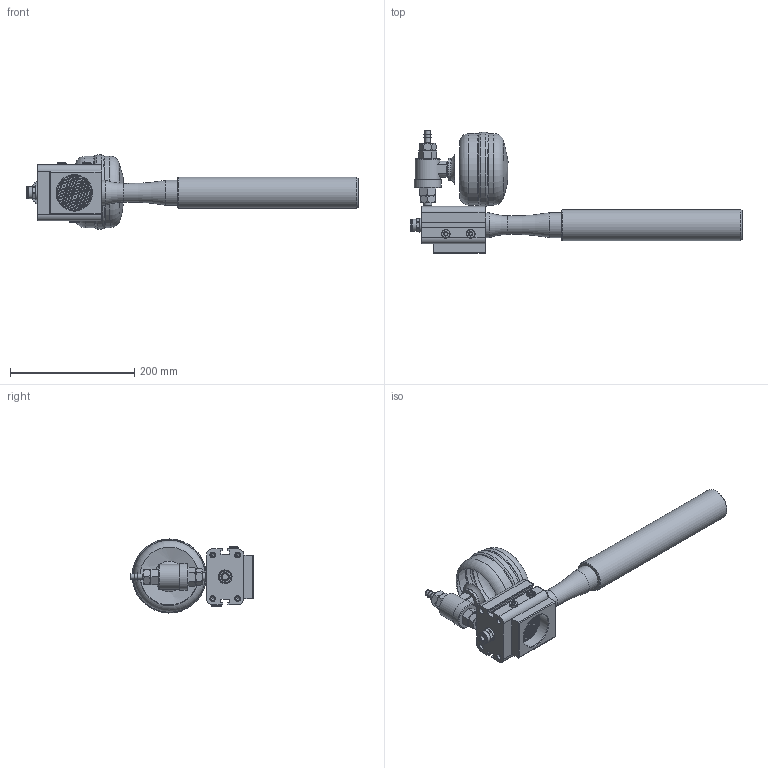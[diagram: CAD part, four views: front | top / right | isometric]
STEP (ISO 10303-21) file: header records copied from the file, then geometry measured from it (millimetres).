
FILE_DESCRIPTION(/* description */ (''),/* implementation_level */ '2;1');
FILE_NAME(/* name */ 'evkz20av05.stp',/* time_stamp */ '2022-05-25T17:11:47+02:00',/* author */ ('enginyeria'),/* organization */ (''),/* preprocessor_version */ 'ST-DEVELOPER v17.2',/* originating_system */ 'Autodesk Inventor 2019',/* authorisation */ '');
FILE_SCHEMA (('AUTOMOTIVE_DESIGN { 1 0 10303 214 3 1 1 }'));
Length unit declared in the file: metre
Products named in the file (1): Pieza13
Bounding box: 533.5 x 197.62 x 119.08 mm (x, y, z)
Volume: 1888805.2 mm3; surface area: 221182.4 mm2
Topology: 1 solids, 9 shells, 648 faces, 1428 edges, 949 vertices
Faces by surface type: plane 327, cylinder 237, cone 65, torus 18, sphere 1
Full cylindrical faces by diameter (mm): 2 x1, 3 x117, 4.134 x4, 5.5 x4, 6 x4, 6.3 x4, 8.5 x1, 8.566 x1, 9 x4, 10.2 x1, 12 x2, 12.114 x1, 13 x1, 13.6 x1, 14 x2, 14.95 x1, 16.9 x1, 18.7 x1, 18.8 x1, 19 x1, 20.94 x1, 22 x1, 26 x1, 33.5 x1, 34.55 x2, 34.95 x3, 35 x2, 40 x3, 43 x1, 50 x1
Entity records: 18627 total; most frequent: CARTESIAN_POINT 3750, DIRECTION 3408, ORIENTED_EDGE 2840, AXIS2_PLACEMENT_3D 1446, EDGE_CURVE 1420, VERTEX_POINT 947, EDGE_LOOP 807, CIRCLE 785
